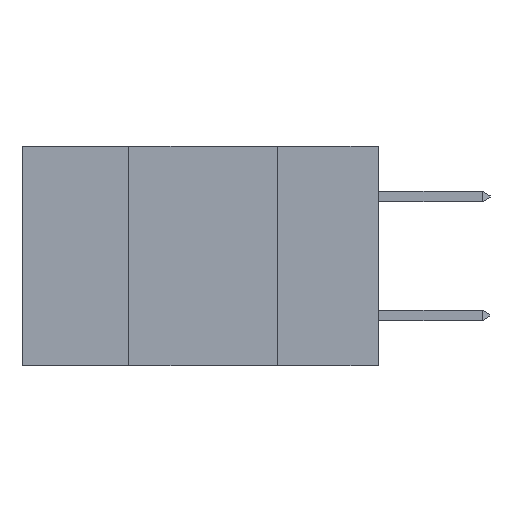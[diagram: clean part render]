
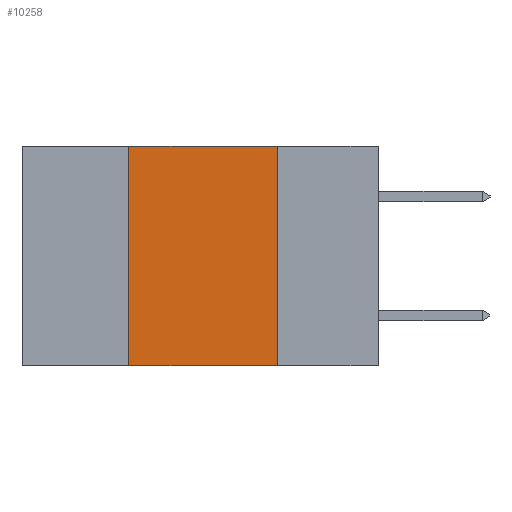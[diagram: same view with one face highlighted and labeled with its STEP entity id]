
A CAD part, left-side view. The second image highlights one B-rep face of the part: STEP entity #10258.
In plain terms, the highlighted planar face has unit normal (-1, 0, 0).
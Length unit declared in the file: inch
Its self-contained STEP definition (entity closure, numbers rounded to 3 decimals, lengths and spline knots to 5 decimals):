
#483 = CARTESIAN_POINT ( 'NONE',  ( 0., 0.42, -0.37 ) ) ;
#688 = ORIENTED_EDGE ( 'NONE', *, *, #12623, .F. ) ;
#933 = FACE_OUTER_BOUND ( 'NONE', #9942, .T. ) ;
#938 = EDGE_CURVE ( 'NONE', #14534, #10877, #11325, .T. ) ;
#1090 = DIRECTION ( 'NONE',  ( 0., -1., 0. ) ) ;
#2694 = PLANE ( 'NONE',  #14472 ) ;
#3877 = VECTOR ( 'NONE', #5678, 39.37008 ) ;
#4129 = VECTOR ( 'NONE', #5827, 39.37008 ) ;
#4142 = DIRECTION ( 'NONE',  ( 1., 0., 0. ) ) ;
#4407 = DIRECTION ( 'NONE',  ( 0., 0., 1. ) ) ;
#5678 = DIRECTION ( 'NONE',  ( 0., -1., 0. ) ) ;
#5827 = DIRECTION ( 'NONE',  ( 0., 0., -1. ) ) ;
#5870 = VERTEX_POINT ( 'NONE', #483 ) ;
#7868 = LINE ( 'NONE', #16949, #4129 ) ;
#8336 = VECTOR ( 'NONE', #4407, 39.37008 ) ;
#8785 = LINE ( 'NONE', #12773, #8336 ) ;
#9015 = VECTOR ( 'NONE', #1090, 39.37008 ) ;
#9942 = EDGE_LOOP ( 'NONE', ( #688, #13087, #16269, #11063 ) ) ;
#10258 = ADVANCED_FACE ( 'NONE', ( #933 ), #2694, .F. ) ;
#10775 = EDGE_CURVE ( 'NONE', #5870, #13022, #12704, .T. ) ;
#10877 = VERTEX_POINT ( 'NONE', #15252 ) ;
#11063 = ORIENTED_EDGE ( 'NONE', *, *, #10775, .T. ) ;
#11325 = LINE ( 'NONE', #11543, #3877 ) ;
#11543 = CARTESIAN_POINT ( 'NONE',  ( 0., 0.6, 0. ) ) ;
#11710 = EDGE_CURVE ( 'NONE', #5870, #14534, #8785, .T. ) ;
#12520 = CARTESIAN_POINT ( 'NONE',  ( 0., 0.6, 0. ) ) ;
#12623 = EDGE_CURVE ( 'NONE', #10877, #13022, #7868, .T. ) ;
#12704 = LINE ( 'NONE', #17613, #9015 ) ;
#12773 = CARTESIAN_POINT ( 'NONE',  ( 0., 0.42, 0. ) ) ;
#13022 = VERTEX_POINT ( 'NONE', #17724 ) ;
#13087 = ORIENTED_EDGE ( 'NONE', *, *, #938, .F. ) ;
#13903 = DIRECTION ( 'NONE',  ( 0., 0., -1. ) ) ;
#14472 = AXIS2_PLACEMENT_3D ( 'NONE', #12520, #4142, #13903 ) ;
#14534 = VERTEX_POINT ( 'NONE', #16522 ) ;
#15252 = CARTESIAN_POINT ( 'NONE',  ( 0., 0.17, 0. ) ) ;
#16269 = ORIENTED_EDGE ( 'NONE', *, *, #11710, .F. ) ;
#16522 = CARTESIAN_POINT ( 'NONE',  ( 0., 0.42, 0. ) ) ;
#16949 = CARTESIAN_POINT ( 'NONE',  ( 0., 0.17, 0. ) ) ;
#17613 = CARTESIAN_POINT ( 'NONE',  ( 0., 0.6, -0.37 ) ) ;
#17724 = CARTESIAN_POINT ( 'NONE',  ( 0., 0.17, -0.37 ) ) ;
